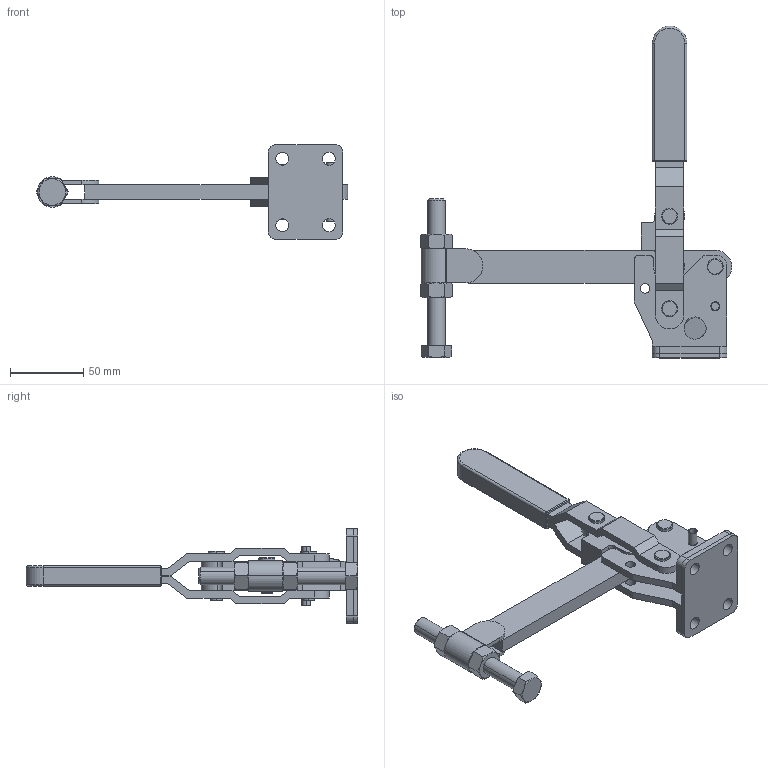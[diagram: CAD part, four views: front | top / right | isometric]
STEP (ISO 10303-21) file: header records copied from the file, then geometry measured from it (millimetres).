
FILE_DESCRIPTION (( 'STEP AP214' ), '1' );
FILE_NAME ('GH-10249(Â²¤Æ).STEP', '2020-05-05T09:04:22', ( 'LinWei' ), ( '' ), 'SwSTEP 2.0', 'SolidWorks 2016', '' );
FILE_SCHEMA (( 'AUTOMOTIVE_DESIGN' ));
Length unit declared in the file: millimetre
Products named in the file (6): Group4^GH-10247(簡化); 11024908-1^GH-10249(簡化); Group1^GH-10249(簡化); Group2^GH-10249(簡化); Group5^GH-10249(簡化); GH-10249(簡化)
Assembly tree (5 placements, depth 2):
  GH-10249(簡化)
    Group5^GH-10249(簡化)
    Group2^GH-10249(簡化)
    Group1^GH-10249(簡化)
    11024908-1^GH-10249(簡化)
    Group4^GH-10247(簡化)
Bounding box: 212.06 x 226 x 64.2 mm (x, y, z)
Volume: 159718.1 mm3; surface area: 75011.3 mm2
Topology: 4 solids, 6 shells, 320 faces, 804 edges, 510 vertices
Faces by surface type: plane 132, cylinder 128, cone 52, torus 6, bspline 2
Entity records: 10871 total; most frequent: CARTESIAN_POINT 2071, DIRECTION 1710, ORIENTED_EDGE 1608, EDGE_CURVE 804, AXIS2_PLACEMENT_3D 643, VERTEX_POINT 510, VECTOR 424, LINE 424
